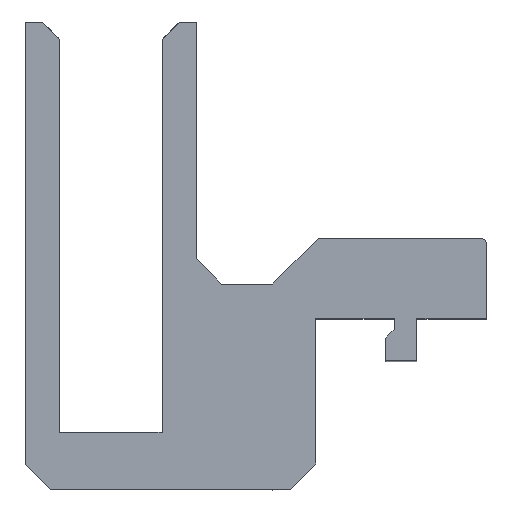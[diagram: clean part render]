
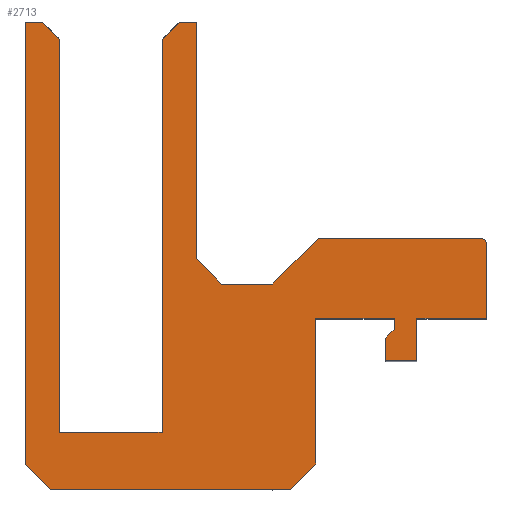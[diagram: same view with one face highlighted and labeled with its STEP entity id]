
A CAD part, top view. The second image highlights one B-rep face of the part: STEP entity #2713.
In plain terms, the highlighted planar face has unit normal (0, 0, 1).
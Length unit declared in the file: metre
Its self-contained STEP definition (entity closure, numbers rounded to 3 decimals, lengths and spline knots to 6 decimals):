
#214=PLANE('',#2850);
#265=LINE('',#3519,#526);
#388=LINE('',#4565,#649);
#399=LINE('',#4589,#660);
#413=LINE('',#4617,#674);
#416=LINE('',#4623,#677);
#421=LINE('',#4634,#682);
#430=LINE('',#4662,#691);
#431=LINE('',#4664,#692);
#433=LINE('',#4668,#694);
#435=LINE('',#4672,#696);
#437=LINE('',#4676,#698);
#438=LINE('',#4678,#699);
#439=LINE('',#4680,#700);
#440=LINE('',#4681,#701);
#441=LINE('',#4683,#702);
#442=LINE('',#4685,#703);
#443=LINE('',#4687,#704);
#444=LINE('',#4689,#705);
#445=LINE('',#4691,#706);
#446=LINE('',#4693,#707);
#447=LINE('',#4695,#708);
#448=LINE('',#4697,#709);
#449=LINE('',#4699,#710);
#450=LINE('',#4701,#711);
#451=LINE('',#4703,#712);
#526=VECTOR('',#2966,1.);
#649=VECTOR('',#3177,1.);
#660=VECTOR('',#3196,1.);
#674=VECTOR('',#3216,1.);
#677=VECTOR('',#3221,1.);
#682=VECTOR('',#3228,1.);
#691=VECTOR('',#3255,1.);
#692=VECTOR('',#3258,1.);
#694=VECTOR('',#3262,1.);
#696=VECTOR('',#3266,1.);
#698=VECTOR('',#3270,1.);
#699=VECTOR('',#3273,1.);
#700=VECTOR('',#3276,1.);
#701=VECTOR('',#3277,1.);
#702=VECTOR('',#3278,1.);
#703=VECTOR('',#3279,1.);
#704=VECTOR('',#3280,1.);
#705=VECTOR('',#3281,1.);
#706=VECTOR('',#3282,1.);
#707=VECTOR('',#3283,1.);
#708=VECTOR('',#3284,1.);
#709=VECTOR('',#3285,1.);
#710=VECTOR('',#3286,1.);
#711=VECTOR('',#3287,1.);
#712=VECTOR('',#3288,1.);
#1358=ORIENTED_EDGE('',*,*,#1839,.F.);
#1359=ORIENTED_EDGE('',*,*,#1885,.T.);
#1360=ORIENTED_EDGE('',*,*,#1857,.F.);
#1361=ORIENTED_EDGE('',*,*,#1879,.T.);
#1362=ORIENTED_EDGE('',*,*,#1877,.F.);
#1363=ORIENTED_EDGE('',*,*,#1876,.F.);
#1364=ORIENTED_EDGE('',*,*,#1881,.F.);
#1365=ORIENTED_EDGE('',*,*,#1883,.F.);
#1366=ORIENTED_EDGE('',*,*,#1884,.T.);
#1367=ORIENTED_EDGE('',*,*,#1854,.T.);
#1368=ORIENTED_EDGE('',*,*,#1862,.F.);
#1369=ORIENTED_EDGE('',*,*,#1864,.T.);
#1370=ORIENTED_EDGE('',*,*,#1599,.T.);
#1371=ORIENTED_EDGE('',*,*,#1819,.T.);
#1372=ORIENTED_EDGE('',*,*,#1827,.T.);
#1373=ORIENTED_EDGE('',*,*,#1886,.F.);
#1374=ORIENTED_EDGE('',*,*,#1887,.T.);
#1375=ORIENTED_EDGE('',*,*,#1888,.T.);
#1376=ORIENTED_EDGE('',*,*,#1889,.T.);
#1377=ORIENTED_EDGE('',*,*,#1890,.F.);
#1378=ORIENTED_EDGE('',*,*,#1891,.T.);
#1379=ORIENTED_EDGE('',*,*,#1892,.T.);
#1380=ORIENTED_EDGE('',*,*,#1893,.T.);
#1381=ORIENTED_EDGE('',*,*,#1894,.F.);
#1382=ORIENTED_EDGE('',*,*,#1895,.T.);
#1383=ORIENTED_EDGE('',*,*,#1896,.T.);
#1384=ORIENTED_EDGE('',*,*,#1897,.T.);
#1599=EDGE_CURVE('',#1994,#1993,#265,.T.);
#1819=EDGE_CURVE('',#1993,#2142,#2254,.T.);
#1827=EDGE_CURVE('',#2142,#2148,#388,.T.);
#1839=EDGE_CURVE('',#2157,#2158,#399,.T.);
#1854=EDGE_CURVE('',#2169,#2170,#413,.T.);
#1857=EDGE_CURVE('',#2171,#2172,#416,.T.);
#1862=EDGE_CURVE('',#2175,#2170,#421,.T.);
#1864=EDGE_CURVE('',#2175,#1994,#2256,.T.);
#1876=EDGE_CURVE('',#2185,#2184,#430,.T.);
#1877=EDGE_CURVE('',#2184,#2186,#431,.T.);
#1879=EDGE_CURVE('',#2171,#2186,#433,.T.);
#1881=EDGE_CURVE('',#2187,#2185,#435,.T.);
#1883=EDGE_CURVE('',#2188,#2187,#437,.T.);
#1884=EDGE_CURVE('',#2188,#2169,#438,.T.);
#1885=EDGE_CURVE('',#2157,#2172,#439,.T.);
#1886=EDGE_CURVE('',#2189,#2148,#440,.T.);
#1887=EDGE_CURVE('',#2189,#2190,#441,.T.);
#1888=EDGE_CURVE('',#2190,#2191,#442,.T.);
#1889=EDGE_CURVE('',#2191,#2192,#443,.T.);
#1890=EDGE_CURVE('',#2193,#2192,#444,.T.);
#1891=EDGE_CURVE('',#2193,#2194,#445,.T.);
#1892=EDGE_CURVE('',#2194,#2195,#446,.T.);
#1893=EDGE_CURVE('',#2195,#2196,#447,.T.);
#1894=EDGE_CURVE('',#2197,#2196,#448,.T.);
#1895=EDGE_CURVE('',#2197,#2198,#449,.T.);
#1896=EDGE_CURVE('',#2198,#2199,#450,.T.);
#1897=EDGE_CURVE('',#2199,#2158,#451,.T.);
#1993=VERTEX_POINT('',#3518);
#1994=VERTEX_POINT('',#3520);
#2142=VERTEX_POINT('',#4545);
#2148=VERTEX_POINT('',#4564);
#2157=VERTEX_POINT('',#4588);
#2158=VERTEX_POINT('',#4590);
#2169=VERTEX_POINT('',#4618);
#2170=VERTEX_POINT('',#4619);
#2171=VERTEX_POINT('',#4624);
#2172=VERTEX_POINT('',#4625);
#2175=VERTEX_POINT('',#4633);
#2184=VERTEX_POINT('',#4659);
#2185=VERTEX_POINT('',#4661);
#2186=VERTEX_POINT('',#4665);
#2187=VERTEX_POINT('',#4671);
#2188=VERTEX_POINT('',#4675);
#2189=VERTEX_POINT('',#4682);
#2190=VERTEX_POINT('',#4684);
#2191=VERTEX_POINT('',#4686);
#2192=VERTEX_POINT('',#4688);
#2193=VERTEX_POINT('',#4690);
#2194=VERTEX_POINT('',#4692);
#2195=VERTEX_POINT('',#4694);
#2196=VERTEX_POINT('',#4696);
#2197=VERTEX_POINT('',#4698);
#2198=VERTEX_POINT('',#4700);
#2199=VERTEX_POINT('',#4702);
#2254=CIRCLE('',#2821,0.0005);
#2256=CIRCLE('',#2837,0.0005);
#2388=EDGE_LOOP('',(#1358,#1359,#1360,#1361,#1362,#1363,#1364,#1365,#1366,
#1367,#1368,#1369,#1370,#1371,#1372,#1373,#1374,#1375,#1376,#1377,#1378,
#1379,#1380,#1381,#1382,#1383,#1384));
#2546=FACE_BOUND('',#2388,.T.);
#2713=ADVANCED_FACE('',(#2546),#214,.T.);
#2821=AXIS2_PLACEMENT_3D('',#4546,#3162,#3163);
#2837=AXIS2_PLACEMENT_3D('',#4637,#3232,#3233);
#2850=AXIS2_PLACEMENT_3D('',#4679,#3274,#3275);
#2966=DIRECTION('',(-1.,0.,0.));
#3162=DIRECTION('',(0.,0.,1.));
#3163=DIRECTION('',(1.,0.,0.));
#3177=DIRECTION('',(-0.707,-0.707,0.));
#3196=DIRECTION('',(-1.,0.,0.));
#3216=DIRECTION('',(1.,0.,0.));
#3221=DIRECTION('',(0.,-1.,0.));
#3228=DIRECTION('',(0.,-1.,0.));
#3232=DIRECTION('',(0.,0.,1.));
#3233=DIRECTION('',(1.,0.,0.));
#3255=DIRECTION('',(0.707,0.707,0.));
#3258=DIRECTION('',(0.,1.,0.));
#3262=DIRECTION('',(1.,0.,0.));
#3266=DIRECTION('',(0.,1.,0.));
#3270=DIRECTION('',(-1.,0.,0.));
#3273=DIRECTION('',(0.,1.,0.));
#3274=DIRECTION('',(0.,0.,1.));
#3275=DIRECTION('',(-1.,0.,0.));
#3276=DIRECTION('',(0.707,0.707,0.));
#3277=DIRECTION('',(1.,0.,0.));
#3278=DIRECTION('',(-0.707,0.707,0.));
#3279=DIRECTION('',(0.,1.,0.));
#3280=DIRECTION('',(-1.,0.,0.));
#3281=DIRECTION('',(0.707,0.707,0.));
#3282=DIRECTION('',(0.,-1.,0.));
#3283=DIRECTION('',(-1.,0.,0.));
#3284=DIRECTION('',(0.,1.,0.));
#3285=DIRECTION('',(0.707,-0.707,0.));
#3286=DIRECTION('',(-1.,0.,0.));
#3287=DIRECTION('',(0.,-1.,0.));
#3288=DIRECTION('',(0.707,-0.707,0.));
#3518=CARTESIAN_POINT('',(-0.014593,0.007,0.01));
#3519=CARTESIAN_POINT('',(-0.008675,0.007,0.01));
#3520=CARTESIAN_POINT('',(-0.0005,0.007,0.01));
#4545=CARTESIAN_POINT('',(-0.014946,0.006854,0.01));
#4546=CARTESIAN_POINT('',(-0.014593,0.0065,0.01));
#4564=CARTESIAN_POINT('',(-0.0188,0.003,0.01));
#4565=CARTESIAN_POINT('',(-0.003712,0.018088,0.01));
#4588=CARTESIAN_POINT('',(-0.0172,-0.015,0.01));
#4589=CARTESIAN_POINT('',(-0.0169,-0.015,0.01));
#4590=CARTESIAN_POINT('',(-0.0383,-0.015,0.01));
#4617=CARTESIAN_POINT('',(-0.015,0.,0.01));
#4618=CARTESIAN_POINT('',(-0.006125,0.,0.01));
#4619=CARTESIAN_POINT('',(0.,0.,0.01));
#4623=CARTESIAN_POINT('',(-0.015,-0.013,0.01));
#4624=CARTESIAN_POINT('',(-0.015,0.,0.01));
#4625=CARTESIAN_POINT('',(-0.015,-0.0128,0.01));
#4633=CARTESIAN_POINT('',(0.,0.0065,0.01));
#4634=CARTESIAN_POINT('',(0.,0.015025,0.01));
#4637=CARTESIAN_POINT('',(-0.0005,0.0065,0.01));
#4659=CARTESIAN_POINT('',(-0.008125,-0.001,0.01));
#4661=CARTESIAN_POINT('',(-0.008875,-0.00175,0.01));
#4662=CARTESIAN_POINT('',(-0.008875,-0.00175,0.01));
#4664=CARTESIAN_POINT('',(-0.008125,0.,0.01));
#4665=CARTESIAN_POINT('',(-0.008125,0.,0.01));
#4668=CARTESIAN_POINT('',(-0.015,0.,0.01));
#4671=CARTESIAN_POINT('',(-0.008875,-0.00375,0.01));
#4672=CARTESIAN_POINT('',(-0.008875,-0.00375,0.01));
#4675=CARTESIAN_POINT('',(-0.006125,-0.00375,0.01));
#4676=CARTESIAN_POINT('',(-0.006125,-0.00375,0.01));
#4678=CARTESIAN_POINT('',(-0.006125,-0.00375,0.01));
#4679=CARTESIAN_POINT('',(-0.033,-0.004,0.01));
#4680=CARTESIAN_POINT('',(-0.0196,-0.0174,0.01));
#4681=CARTESIAN_POINT('',(-0.025502,0.003,0.01));
#4682=CARTESIAN_POINT('',(-0.0233,0.003,0.01));
#4683=CARTESIAN_POINT('',(-0.0233,0.003,0.01));
#4684=CARTESIAN_POINT('',(-0.0255,0.0052,0.01));
#4685=CARTESIAN_POINT('',(-0.0255,0.026,0.01));
#4686=CARTESIAN_POINT('',(-0.0255,0.026,0.01));
#4687=CARTESIAN_POINT('',(-0.0405,0.026,0.01));
#4688=CARTESIAN_POINT('',(-0.027,0.026,0.01));
#4689=CARTESIAN_POINT('',(-0.036375,0.016625,0.01));
#4690=CARTESIAN_POINT('',(-0.0285,0.0245,0.01));
#4691=CARTESIAN_POINT('',(-0.0285,0.026,0.01));
#4692=CARTESIAN_POINT('',(-0.0285,-0.01,0.01));
#4693=CARTESIAN_POINT('',(-0.0285,-0.01,0.01));
#4694=CARTESIAN_POINT('',(-0.0375,-0.01,0.01));
#4695=CARTESIAN_POINT('',(-0.0375,-0.01,0.01));
#4696=CARTESIAN_POINT('',(-0.0375,0.0245,0.01));
#4697=CARTESIAN_POINT('',(-0.029625,0.016625,0.01));
#4698=CARTESIAN_POINT('',(-0.039,0.026,0.01));
#4699=CARTESIAN_POINT('',(-0.033,0.026,0.01));
#4700=CARTESIAN_POINT('',(-0.0405,0.026,0.01));
#4701=CARTESIAN_POINT('',(-0.0405,-0.034,0.01));
#4702=CARTESIAN_POINT('',(-0.0405,-0.0128,0.01));
#4703=CARTESIAN_POINT('',(-0.04115,-0.01215,0.01));
